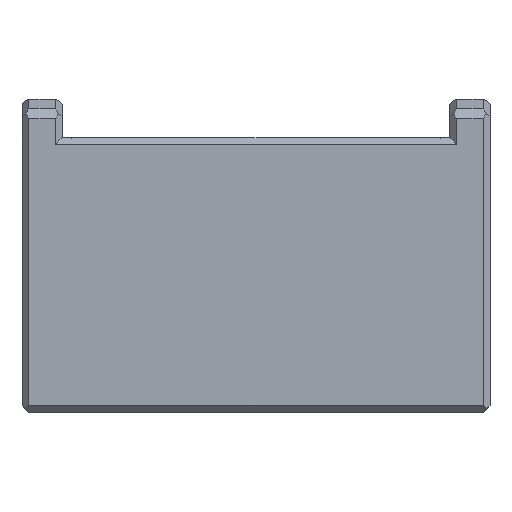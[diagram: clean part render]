
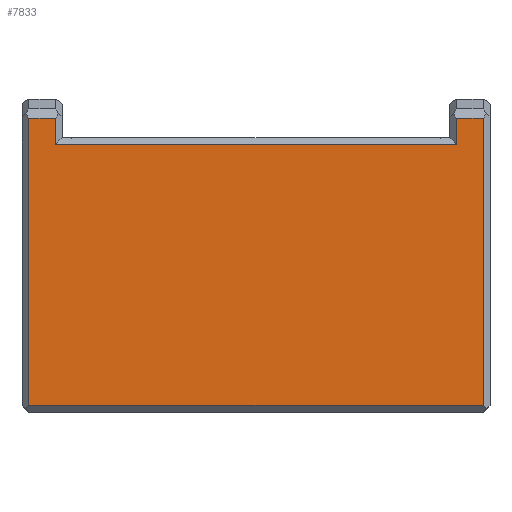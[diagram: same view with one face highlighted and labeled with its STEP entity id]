
A CAD part, top view. The second image highlights one B-rep face of the part: STEP entity #7833.
In plain terms, the highlighted planar face has unit normal (0, 0, 1).
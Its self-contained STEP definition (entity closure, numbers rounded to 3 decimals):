
#861=LINE('',#12399,#1789);
#863=LINE('',#12403,#1791);
#866=LINE('',#12409,#1794);
#910=LINE('',#12495,#1838);
#930=LINE('',#12532,#1858);
#932=LINE('',#12537,#1860);
#937=LINE('',#12547,#1865);
#939=LINE('',#12550,#1867);
#1789=VECTOR('',#10081,10.);
#1791=VECTOR('',#10085,10.);
#1794=VECTOR('',#10090,10.);
#1838=VECTOR('',#10156,10.);
#1858=VECTOR('',#10184,10.);
#1860=VECTOR('',#10188,10.);
#1865=VECTOR('',#10195,10.);
#1867=VECTOR('',#10199,10.);
#2345=FACE_OUTER_BOUND('',#2810,.T.);
#2810=EDGE_LOOP('',(#6693,#6694,#6695,#6696,#6697,#6698,#6699,#6700));
#3663=VERTEX_POINT('',#12396);
#3664=VERTEX_POINT('',#12398);
#3665=VERTEX_POINT('',#12402);
#3667=VERTEX_POINT('',#12408);
#3698=VERTEX_POINT('',#12494);
#3711=VERTEX_POINT('',#12530);
#3713=VERTEX_POINT('',#12536);
#3717=VERTEX_POINT('',#12546);
#4649=EDGE_CURVE('',#3663,#3664,#861,.T.);
#4651=EDGE_CURVE('',#3664,#3665,#863,.T.);
#4654=EDGE_CURVE('',#3665,#3667,#866,.T.);
#4698=EDGE_CURVE('',#3667,#3698,#910,.T.);
#4718=EDGE_CURVE('',#3711,#3663,#930,.T.);
#4720=EDGE_CURVE('',#3698,#3713,#932,.T.);
#4725=EDGE_CURVE('',#3713,#3717,#937,.T.);
#4727=EDGE_CURVE('',#3717,#3711,#939,.T.);
#6693=ORIENTED_EDGE('',*,*,#4720,.F.);
#6694=ORIENTED_EDGE('',*,*,#4698,.F.);
#6695=ORIENTED_EDGE('',*,*,#4654,.F.);
#6696=ORIENTED_EDGE('',*,*,#4651,.F.);
#6697=ORIENTED_EDGE('',*,*,#4649,.F.);
#6698=ORIENTED_EDGE('',*,*,#4718,.F.);
#6699=ORIENTED_EDGE('',*,*,#4727,.F.);
#6700=ORIENTED_EDGE('',*,*,#4725,.F.);
#7467=PLANE('',#8383);
#7833=ADVANCED_FACE('',(#2345),#7467,.T.);
#8383=AXIS2_PLACEMENT_3D('',#12584,#10229,#10230);
#10081=DIRECTION('',(0.,-1.,0.));
#10085=DIRECTION('',(-1.,0.,0.));
#10090=DIRECTION('',(0.,1.,0.));
#10156=DIRECTION('',(1.,0.,0.));
#10184=DIRECTION('',(1.,0.,0.));
#10188=DIRECTION('',(0.,-1.,0.));
#10195=DIRECTION('',(1.,0.,0.));
#10199=DIRECTION('',(0.,1.,0.));
#10229=DIRECTION('center_axis',(0.,0.,1.));
#10230=DIRECTION('ref_axis',(0.,-1.,0.));
#12396=CARTESIAN_POINT('',(119.9,61.439,-13.753));
#12398=CARTESIAN_POINT('',(119.9,-24.361,-13.753));
#12399=CARTESIAN_POINT('',(119.9,-40.361,-13.753));
#12402=CARTESIAN_POINT('',(-15.9,-24.361,-13.753));
#12403=CARTESIAN_POINT('',(26.938,-24.361,-13.753));
#12408=CARTESIAN_POINT('',(-15.9,61.439,-13.753));
#12409=CARTESIAN_POINT('',(-15.9,-40.361,-13.753));
#12494=CARTESIAN_POINT('',(-7.9,61.439,-13.753));
#12495=CARTESIAN_POINT('',(20.359,61.439,-13.753));
#12530=CARTESIAN_POINT('',(111.9,61.439,-13.753));
#12532=CARTESIAN_POINT('',(20.359,61.439,-13.753));
#12536=CARTESIAN_POINT('',(-7.9,53.639,-13.753));
#12537=CARTESIAN_POINT('',(-7.9,-27.361,-13.753));
#12546=CARTESIAN_POINT('',(111.9,53.639,-13.753));
#12547=CARTESIAN_POINT('',(26.938,53.639,-13.753));
#12550=CARTESIAN_POINT('',(111.9,-27.361,-13.753));
#12584=CARTESIAN_POINT('Origin',(1.,-40.361,-13.753));
